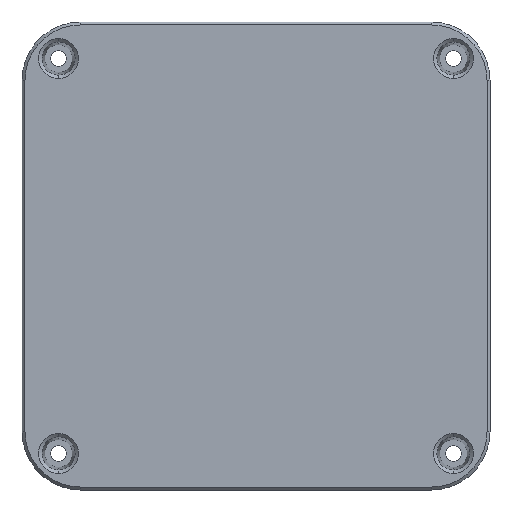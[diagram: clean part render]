
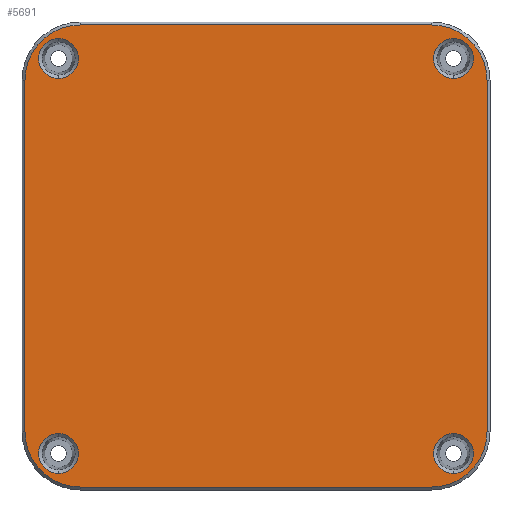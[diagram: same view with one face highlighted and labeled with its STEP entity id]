
A CAD part, front view. The second image highlights one B-rep face of the part: STEP entity #5691.
In plain terms, the highlighted planar face has unit normal (0, -1, 0).
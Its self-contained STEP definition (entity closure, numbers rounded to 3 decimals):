
#50 = CARTESIAN_POINT ( 'NONE',  ( 63.2, 0., -48. ) ) ;
#57 = DIRECTION ( 'NONE',  ( 0., 0., -1. ) ) ;
#75 = VERTEX_POINT ( 'NONE', #121 ) ;
#119 = DIRECTION ( 'NONE',  ( 0., 1., 0. ) ) ;
#121 = CARTESIAN_POINT ( 'NONE',  ( 63.2, 0., 48. ) ) ;
#173 = CARTESIAN_POINT ( 'NONE',  ( -48., 0., 63.2 ) ) ;
#251 = CARTESIAN_POINT ( 'NONE',  ( 48., 0., -48. ) ) ;
#365 = DIRECTION ( 'NONE',  ( 0., -1., 0. ) ) ;
#366 = ORIENTED_EDGE ( 'NONE', *, *, #4086, .T. ) ;
#445 = CARTESIAN_POINT ( 'NONE',  ( -48., 0., 63.2 ) ) ;
#495 = LINE ( 'NONE', #5020, #2150 ) ;
#506 = EDGE_LOOP ( 'NONE', ( #3028, #6374 ) ) ;
#539 = LINE ( 'NONE', #7033, #6266 ) ;
#577 = DIRECTION ( 'NONE',  ( 1., 0., 0. ) ) ;
#746 = AXIS2_PLACEMENT_3D ( 'NONE', #251, #365, #4935 ) ;
#899 = CIRCLE ( 'NONE', #7250, 5.444 ) ;
#945 = CARTESIAN_POINT ( 'NONE',  ( 54., 0., -59.444 ) ) ;
#998 = DIRECTION ( 'NONE',  ( 0., 1., 0. ) ) ;
#1082 = DIRECTION ( 'NONE',  ( 0., -1., 0. ) ) ;
#1096 = CARTESIAN_POINT ( 'NONE',  ( -54., 0., -54. ) ) ;
#1105 = FACE_BOUND ( 'NONE', #506, .T. ) ;
#1126 = CARTESIAN_POINT ( 'NONE',  ( 63.2, 0., 48. ) ) ;
#1149 = CARTESIAN_POINT ( 'NONE',  ( 0., 0., 0. ) ) ;
#1200 = CARTESIAN_POINT ( 'NONE',  ( 48., 0., 48. ) ) ;
#1311 = DIRECTION ( 'NONE',  ( 0., 0., -1. ) ) ;
#1402 = VERTEX_POINT ( 'NONE', #6062 ) ;
#1552 = DIRECTION ( 'NONE',  ( 0., 0., -1. ) ) ;
#1669 = CARTESIAN_POINT ( 'NONE',  ( 54., 0., -54. ) ) ;
#1680 = VERTEX_POINT ( 'NONE', #2884 ) ;
#1682 = DIRECTION ( 'NONE',  ( 0., 0., -1. ) ) ;
#1683 = FACE_OUTER_BOUND ( 'NONE', #5593, .T. ) ;
#1846 = DIRECTION ( 'NONE',  ( 0., -1., 0. ) ) ;
#1875 = EDGE_CURVE ( 'NONE', #7450, #1680, #495, .T. ) ;
#1941 = CARTESIAN_POINT ( 'NONE',  ( 54., 0., -48.556 ) ) ;
#2077 = VERTEX_POINT ( 'NONE', #5383 ) ;
#2142 = ORIENTED_EDGE ( 'NONE', *, *, #7337, .T. ) ;
#2150 = VECTOR ( 'NONE', #3995, 1000. ) ;
#2254 = ORIENTED_EDGE ( 'NONE', *, *, #7393, .T. ) ;
#2258 = VERTEX_POINT ( 'NONE', #2597 ) ;
#2306 = VERTEX_POINT ( 'NONE', #6825 ) ;
#2316 = EDGE_CURVE ( 'NONE', #2077, #3372, #6361, .T. ) ;
#2360 = CIRCLE ( 'NONE', #6497, 5.444 ) ;
#2408 = EDGE_LOOP ( 'NONE', ( #5819, #6184 ) ) ;
#2462 = ORIENTED_EDGE ( 'NONE', *, *, #6015, .T. ) ;
#2469 = DIRECTION ( 'NONE',  ( 0., 0., -1. ) ) ;
#2597 = CARTESIAN_POINT ( 'NONE',  ( 54., 0., 59.444 ) ) ;
#2821 = ORIENTED_EDGE ( 'NONE', *, *, #2905, .T. ) ;
#2824 = EDGE_CURVE ( 'NONE', #7076, #7000, #4095, .T. ) ;
#2835 = AXIS2_PLACEMENT_3D ( 'NONE', #3683, #6008, #1311 ) ;
#2838 = CARTESIAN_POINT ( 'NONE',  ( -48., 0., -48. ) ) ;
#2884 = CARTESIAN_POINT ( 'NONE',  ( -63.2, 0., -48. ) ) ;
#2905 = EDGE_CURVE ( 'NONE', #75, #2077, #6774, .T. ) ;
#2959 = AXIS2_PLACEMENT_3D ( 'NONE', #1149, #3410, #6993 ) ;
#3028 = ORIENTED_EDGE ( 'NONE', *, *, #5119, .T. ) ;
#3064 = ORIENTED_EDGE ( 'NONE', *, *, #3384, .T. ) ;
#3212 = EDGE_CURVE ( 'NONE', #2306, #5585, #6901, .T. ) ;
#3343 = DIRECTION ( 'NONE',  ( 0., 0., -1. ) ) ;
#3372 = VERTEX_POINT ( 'NONE', #173 ) ;
#3384 = EDGE_CURVE ( 'NONE', #2258, #4350, #7153, .T. ) ;
#3406 = VERTEX_POINT ( 'NONE', #1941 ) ;
#3410 = DIRECTION ( 'NONE',  ( 0., -1., 0. ) ) ;
#3467 = DIRECTION ( 'NONE',  ( 0., 0., 1. ) ) ;
#3474 = DIRECTION ( 'NONE',  ( -1., 0., 0. ) ) ;
#3485 = AXIS2_PLACEMENT_3D ( 'NONE', #6783, #4532, #1552 ) ;
#3488 = CARTESIAN_POINT ( 'NONE',  ( -54., 0., 59.444 ) ) ;
#3498 = CARTESIAN_POINT ( 'NONE',  ( -54., 0., 54. ) ) ;
#3611 = EDGE_CURVE ( 'NONE', #6717, #75, #7291, .T. ) ;
#3666 = CARTESIAN_POINT ( 'NONE',  ( 54., 0., 54. ) ) ;
#3683 = CARTESIAN_POINT ( 'NONE',  ( -48., 0., 48. ) ) ;
#3780 = ORIENTED_EDGE ( 'NONE', *, *, #1875, .T. ) ;
#3894 = VERTEX_POINT ( 'NONE', #6666 ) ;
#3906 = EDGE_LOOP ( 'NONE', ( #2142, #3064 ) ) ;
#3937 = AXIS2_PLACEMENT_3D ( 'NONE', #5486, #119, #2469 ) ;
#3989 = FACE_BOUND ( 'NONE', #3906, .T. ) ;
#3995 = DIRECTION ( 'NONE',  ( 0., 0., -1. ) ) ;
#4086 = EDGE_CURVE ( 'NONE', #1680, #3894, #5527, .T. ) ;
#4095 = CIRCLE ( 'NONE', #3485, 5.444 ) ;
#4113 = DIRECTION ( 'NONE',  ( 0., 0., -1. ) ) ;
#4177 = DIRECTION ( 'NONE',  ( 0., 0., -1. ) ) ;
#4178 = AXIS2_PLACEMENT_3D ( 'NONE', #2838, #1082, #4683 ) ;
#4180 = AXIS2_PLACEMENT_3D ( 'NONE', #3498, #4684, #4177 ) ;
#4204 = DIRECTION ( 'NONE',  ( 0., 1., 0. ) ) ;
#4347 = AXIS2_PLACEMENT_3D ( 'NONE', #3666, #4204, #7214 ) ;
#4350 = VERTEX_POINT ( 'NONE', #5477 ) ;
#4430 = CIRCLE ( 'NONE', #4180, 5.444 ) ;
#4472 = AXIS2_PLACEMENT_3D ( 'NONE', #1096, #5723, #57 ) ;
#4500 = ORIENTED_EDGE ( 'NONE', *, *, #2316, .T. ) ;
#4511 = CARTESIAN_POINT ( 'NONE',  ( -54., 0., 48.556 ) ) ;
#4528 = EDGE_CURVE ( 'NONE', #3406, #6336, #4907, .T. ) ;
#4532 = DIRECTION ( 'NONE',  ( 0., 1., 0. ) ) ;
#4683 = DIRECTION ( 'NONE',  ( 0., 0., -1. ) ) ;
#4684 = DIRECTION ( 'NONE',  ( 0., 1., 0. ) ) ;
#4789 = ORIENTED_EDGE ( 'NONE', *, *, #5428, .T. ) ;
#4839 = AXIS2_PLACEMENT_3D ( 'NONE', #1200, #1846, #4113 ) ;
#4907 = CIRCLE ( 'NONE', #6353, 5.444 ) ;
#4935 = DIRECTION ( 'NONE',  ( 0., 0., -1. ) ) ;
#4970 = VECTOR ( 'NONE', #3474, 1000. ) ;
#5020 = CARTESIAN_POINT ( 'NONE',  ( -63.2, 0., -48. ) ) ;
#5119 = EDGE_CURVE ( 'NONE', #5585, #2306, #6004, .T. ) ;
#5242 = PLANE ( 'NONE',  #2959 ) ;
#5383 = CARTESIAN_POINT ( 'NONE',  ( 48., 0., 63.2 ) ) ;
#5409 = EDGE_CURVE ( 'NONE', #7000, #7076, #4430, .T. ) ;
#5428 = EDGE_CURVE ( 'NONE', #3372, #7450, #6863, .T. ) ;
#5477 = CARTESIAN_POINT ( 'NONE',  ( 54., 0., 48.556 ) ) ;
#5486 = CARTESIAN_POINT ( 'NONE',  ( -54., 0., -54. ) ) ;
#5527 = CIRCLE ( 'NONE', #4178, 15.2 ) ;
#5584 = EDGE_LOOP ( 'NONE', ( #6304, #7293 ) ) ;
#5585 = VERTEX_POINT ( 'NONE', #6690 ) ;
#5593 = EDGE_LOOP ( 'NONE', ( #3780, #366, #2254, #2462, #5729, #2821, #4500, #4789 ) ) ;
#5691 = ADVANCED_FACE ( 'NONE', ( #1683, #1105, #5775, #3989, #7455 ), #5242, .T. ) ;
#5723 = DIRECTION ( 'NONE',  ( 0., 1., 0. ) ) ;
#5729 = ORIENTED_EDGE ( 'NONE', *, *, #3611, .T. ) ;
#5775 = FACE_BOUND ( 'NONE', #2408, .T. ) ;
#5819 = ORIENTED_EDGE ( 'NONE', *, *, #2824, .T. ) ;
#6004 = CIRCLE ( 'NONE', #3937, 5.444 ) ;
#6008 = DIRECTION ( 'NONE',  ( 0., -1., 0. ) ) ;
#6015 = EDGE_CURVE ( 'NONE', #1402, #6717, #7341, .T. ) ;
#6062 = CARTESIAN_POINT ( 'NONE',  ( 48., 0., -63.2 ) ) ;
#6184 = ORIENTED_EDGE ( 'NONE', *, *, #5409, .T. ) ;
#6211 = DIRECTION ( 'NONE',  ( 0., 0., -1. ) ) ;
#6227 = DIRECTION ( 'NONE',  ( 0., 1., 0. ) ) ;
#6231 = CARTESIAN_POINT ( 'NONE',  ( 54., 0., 54. ) ) ;
#6266 = VECTOR ( 'NONE', #577, 1000. ) ;
#6294 = VECTOR ( 'NONE', #3467, 1000. ) ;
#6304 = ORIENTED_EDGE ( 'NONE', *, *, #6591, .T. ) ;
#6336 = VERTEX_POINT ( 'NONE', #945 ) ;
#6341 = CARTESIAN_POINT ( 'NONE',  ( -63.2, 0., 48. ) ) ;
#6353 = AXIS2_PLACEMENT_3D ( 'NONE', #6804, #6227, #1682 ) ;
#6356 = DIRECTION ( 'NONE',  ( 0., 1., 0. ) ) ;
#6361 = LINE ( 'NONE', #445, #4970 ) ;
#6374 = ORIENTED_EDGE ( 'NONE', *, *, #3212, .T. ) ;
#6497 = AXIS2_PLACEMENT_3D ( 'NONE', #1669, #6356, #6211 ) ;
#6591 = EDGE_CURVE ( 'NONE', #6336, #3406, #2360, .T. ) ;
#6666 = CARTESIAN_POINT ( 'NONE',  ( -48., 0., -63.2 ) ) ;
#6690 = CARTESIAN_POINT ( 'NONE',  ( -54., 0., -59.444 ) ) ;
#6717 = VERTEX_POINT ( 'NONE', #50 ) ;
#6774 = CIRCLE ( 'NONE', #4839, 15.2 ) ;
#6783 = CARTESIAN_POINT ( 'NONE',  ( -54., 0., 54. ) ) ;
#6804 = CARTESIAN_POINT ( 'NONE',  ( 54., 0., -54. ) ) ;
#6825 = CARTESIAN_POINT ( 'NONE',  ( -54., 0., -48.556 ) ) ;
#6863 = CIRCLE ( 'NONE', #2835, 15.2 ) ;
#6901 = CIRCLE ( 'NONE', #4472, 5.444 ) ;
#6993 = DIRECTION ( 'NONE',  ( 0., 0., -1. ) ) ;
#7000 = VERTEX_POINT ( 'NONE', #3488 ) ;
#7033 = CARTESIAN_POINT ( 'NONE',  ( 48., 0., -63.2 ) ) ;
#7076 = VERTEX_POINT ( 'NONE', #4511 ) ;
#7153 = CIRCLE ( 'NONE', #4347, 5.444 ) ;
#7214 = DIRECTION ( 'NONE',  ( 0., 0., -1. ) ) ;
#7250 = AXIS2_PLACEMENT_3D ( 'NONE', #6231, #998, #3343 ) ;
#7291 = LINE ( 'NONE', #1126, #6294 ) ;
#7293 = ORIENTED_EDGE ( 'NONE', *, *, #4528, .T. ) ;
#7337 = EDGE_CURVE ( 'NONE', #4350, #2258, #899, .T. ) ;
#7341 = CIRCLE ( 'NONE', #746, 15.2 ) ;
#7393 = EDGE_CURVE ( 'NONE', #3894, #1402, #539, .T. ) ;
#7450 = VERTEX_POINT ( 'NONE', #6341 ) ;
#7455 = FACE_BOUND ( 'NONE', #5584, .T. ) ;
